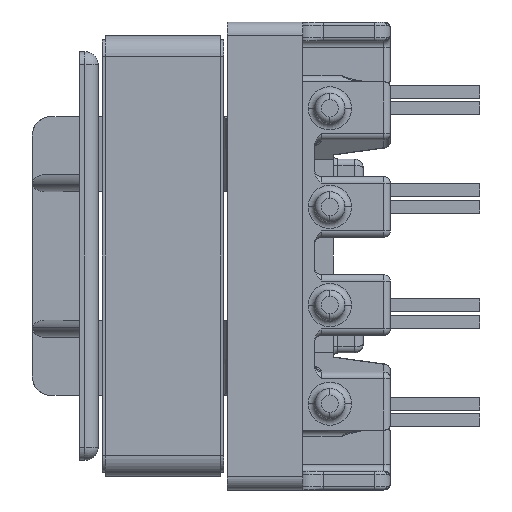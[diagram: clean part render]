
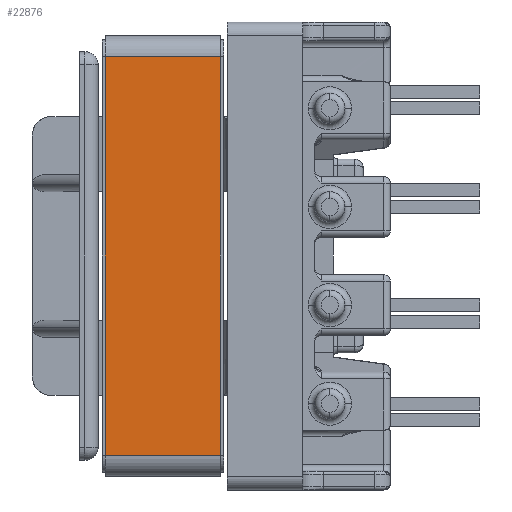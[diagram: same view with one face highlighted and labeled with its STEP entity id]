
A CAD part, left-side view. The second image highlights one B-rep face of the part: STEP entity #22876.
In plain terms, the highlighted face is planar.
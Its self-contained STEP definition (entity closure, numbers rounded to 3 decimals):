
#488 = VERTEX_POINT ( 'NONE', #4868 ) ;
#551 = DIRECTION ( 'NONE',  ( 0., 1., 0. ) ) ;
#568 = CARTESIAN_POINT ( 'NONE',  ( 16.56, -16.07, -4.45 ) ) ;
#2715 = EDGE_LOOP ( 'NONE', ( #24168, #23388, #11565, #4899 ) ) ;
#2943 = CARTESIAN_POINT ( 'NONE',  ( 16.56, -16.07, 0. ) ) ;
#4868 = CARTESIAN_POINT ( 'NONE',  ( 16.56, -0.64, -4.45 ) ) ;
#4899 = ORIENTED_EDGE ( 'NONE', *, *, #6851, .T. ) ;
#5261 = DIRECTION ( 'NONE',  ( 0., 1., 0. ) ) ;
#5480 = EDGE_CURVE ( 'NONE', #22110, #488, #10765, .T. ) ;
#5721 = VECTOR ( 'NONE', #5261, 1000. ) ;
#6177 = PLANE ( 'NONE',  #19370 ) ;
#6435 = DIRECTION ( 'NONE',  ( 0., 0., 1. ) ) ;
#6504 = CARTESIAN_POINT ( 'NONE',  ( 16.56, -0.64, -4.45 ) ) ;
#6851 = EDGE_CURVE ( 'NONE', #488, #23269, #16372, .T. ) ;
#7406 = CARTESIAN_POINT ( 'NONE',  ( 16.56, -0.64, 0. ) ) ;
#8243 = LINE ( 'NONE', #18664, #11466 ) ;
#9109 = FACE_OUTER_BOUND ( 'NONE', #2715, .T. ) ;
#9355 = CARTESIAN_POINT ( 'NONE',  ( 16.56, -16.07, -4.45 ) ) ;
#10765 = LINE ( 'NONE', #14843, #5721 ) ;
#11466 = VECTOR ( 'NONE', #20305, 1000. ) ;
#11565 = ORIENTED_EDGE ( 'NONE', *, *, #5480, .T. ) ;
#11767 = DIRECTION ( 'NONE',  ( 0., 0., 1. ) ) ;
#14266 = VECTOR ( 'NONE', #6435, 1000. ) ;
#14843 = CARTESIAN_POINT ( 'NONE',  ( 16.56, -0.64, -4.45 ) ) ;
#16372 = LINE ( 'NONE', #21170, #19576 ) ;
#18086 = LINE ( 'NONE', #568, #14266 ) ;
#18664 = CARTESIAN_POINT ( 'NONE',  ( 16.56, -0.64, 0. ) ) ;
#19370 = AXIS2_PLACEMENT_3D ( 'NONE', #6504, #19732, #551 ) ;
#19576 = VECTOR ( 'NONE', #11767, 1000. ) ;
#19732 = DIRECTION ( 'NONE',  ( 1., 0., 0. ) ) ;
#20305 = DIRECTION ( 'NONE',  ( 0., 1., 0. ) ) ;
#21170 = CARTESIAN_POINT ( 'NONE',  ( 16.56, -0.64, -4.45 ) ) ;
#21271 = EDGE_CURVE ( 'NONE', #22110, #22402, #18086, .T. ) ;
#22110 = VERTEX_POINT ( 'NONE', #9355 ) ;
#22402 = VERTEX_POINT ( 'NONE', #2943 ) ;
#22876 = ADVANCED_FACE ( 'NONE', ( #9109 ), #6177, .T. ) ;
#23117 = EDGE_CURVE ( 'NONE', #22402, #23269, #8243, .T. ) ;
#23269 = VERTEX_POINT ( 'NONE', #7406 ) ;
#23388 = ORIENTED_EDGE ( 'NONE', *, *, #21271, .F. ) ;
#24168 = ORIENTED_EDGE ( 'NONE', *, *, #23117, .F. ) ;
